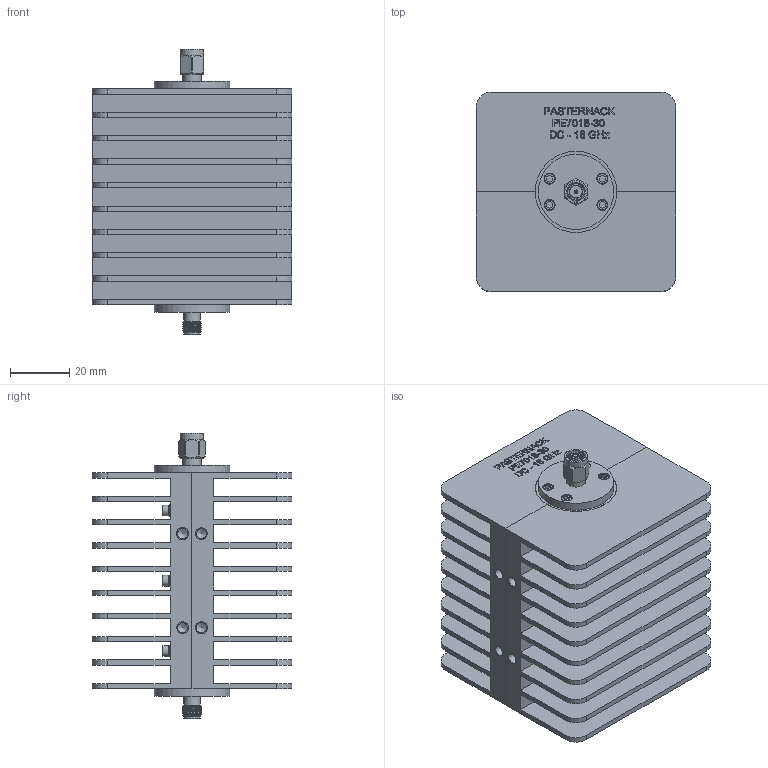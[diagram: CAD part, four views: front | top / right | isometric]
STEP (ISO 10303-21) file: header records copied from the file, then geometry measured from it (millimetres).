
FILE_DESCRIPTION (( 'STEP AP203' ), '1' );
FILE_NAME ('PE7018-30_3D.step', '2021-07-07T16:48:59', ( '' ), ( '' ), 'SwSTEP 2.0', 'SolidWorks 2020', '' );
FILE_SCHEMA (( 'CONFIG_CONTROL_DESIGN' ));
Length unit declared in the file: inch
Products named in the file (1): PE7018-30_3D
Bounding box: 67.31 x 67.31 x 96.27 mm (x, y, z)
Volume: 137086.2 mm3; surface area: 88935 mm2
Topology: 1 solids, 1 shells, 792 faces, 1983 edges, 1293 vertices
Faces by surface type: plane 452, bspline 153, cylinder 112, cone 74, torus 1
Full cylindrical faces by diameter (mm): 0.914 x1, 0.94 x1, 1.168 x1, 1.194 x1, 3.3 x4, 3.454 x4, 3.549 x8, 3.658 x6, 3.701 x8, 3.856 x6, 4 x4, 4.166 x4, 4.445 x1, 4.572 x1, 5.582 x2, 6.35 x7, 7.762 x1, 25.4 x2, 27.432 x2
Entity records: 33955 total; most frequent: CARTESIAN_POINT 16580, ORIENTED_EDGE 3710, DIRECTION 3010, EDGE_CURVE 1855, VERTEX_POINT 1265, VECTOR 1178, LINE 1178, EDGE_LOOP 980
